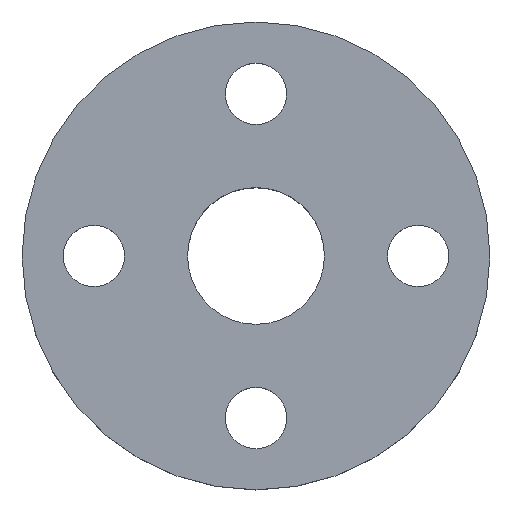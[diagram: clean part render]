
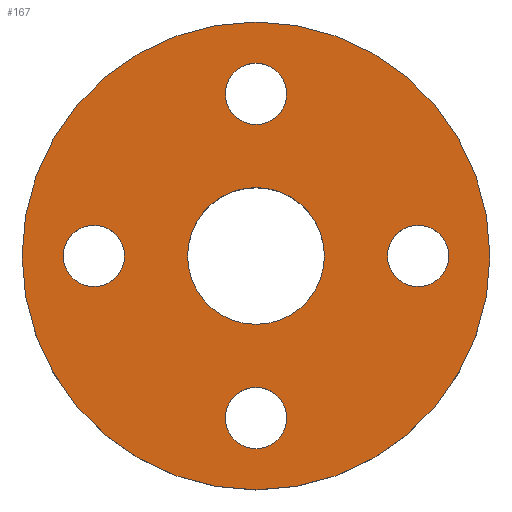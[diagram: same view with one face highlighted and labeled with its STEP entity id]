
A CAD part, top view. The second image highlights one B-rep face of the part: STEP entity #167.
In plain terms, the highlighted planar face has unit normal (0, 0, 1).
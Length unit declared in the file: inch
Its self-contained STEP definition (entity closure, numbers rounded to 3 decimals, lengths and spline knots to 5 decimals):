
#18=PLANE('',#191);
#29=FACE_BOUND('',#66,.T.);
#30=FACE_BOUND('',#67,.T.);
#31=FACE_BOUND('',#68,.T.);
#32=FACE_BOUND('',#69,.T.);
#33=FACE_BOUND('',#70,.T.);
#44=FACE_OUTER_BOUND('',#65,.T.);
#65=EDGE_LOOP('',(#140));
#66=EDGE_LOOP('',(#141));
#67=EDGE_LOOP('',(#142));
#68=EDGE_LOOP('',(#143));
#69=EDGE_LOOP('',(#144));
#70=EDGE_LOOP('',(#145));
#79=CIRCLE('',#175,0.056);
#88=CIRCLE('',#187,0.4275);
#90=CIRCLE('',#192,0.125);
#91=CIRCLE('',#193,0.056);
#92=CIRCLE('',#194,0.056);
#93=CIRCLE('',#195,0.056);
#94=VERTEX_POINT('',#256);
#103=VERTEX_POINT('',#277);
#105=VERTEX_POINT('',#284);
#106=VERTEX_POINT('',#286);
#107=VERTEX_POINT('',#288);
#108=VERTEX_POINT('',#290);
#109=EDGE_CURVE('',#94,#94,#79,.T.);
#118=EDGE_CURVE('',#103,#103,#88,.T.);
#120=EDGE_CURVE('',#105,#105,#90,.T.);
#121=EDGE_CURVE('',#106,#106,#91,.T.);
#122=EDGE_CURVE('',#107,#107,#92,.T.);
#123=EDGE_CURVE('',#108,#108,#93,.T.);
#140=ORIENTED_EDGE('',*,*,#118,.T.);
#141=ORIENTED_EDGE('',*,*,#109,.T.);
#142=ORIENTED_EDGE('',*,*,#120,.T.);
#143=ORIENTED_EDGE('',*,*,#121,.F.);
#144=ORIENTED_EDGE('',*,*,#122,.F.);
#145=ORIENTED_EDGE('',*,*,#123,.F.);
#167=ADVANCED_FACE('',(#44,#29,#30,#31,#32,#33),#18,.T.);
#175=AXIS2_PLACEMENT_3D('',#257,#204,#205);
#187=AXIS2_PLACEMENT_3D('',#278,#228,#229);
#191=AXIS2_PLACEMENT_3D('',#283,#236,#237);
#192=AXIS2_PLACEMENT_3D('',#285,#238,#239);
#193=AXIS2_PLACEMENT_3D('',#287,#240,#241);
#194=AXIS2_PLACEMENT_3D('',#289,#242,#243);
#195=AXIS2_PLACEMENT_3D('',#291,#244,#245);
#204=DIRECTION('center_axis',(0.,0.,-1.));
#205=DIRECTION('ref_axis',(1.,0.,0.));
#228=DIRECTION('center_axis',(0.,0.,1.));
#229=DIRECTION('ref_axis',(1.,0.,0.));
#236=DIRECTION('center_axis',(0.,0.,1.));
#237=DIRECTION('ref_axis',(1.,0.,0.));
#238=DIRECTION('center_axis',(0.,0.,-1.));
#239=DIRECTION('ref_axis',(1.,0.,0.));
#240=DIRECTION('center_axis',(0.,0.,1.));
#241=DIRECTION('ref_axis',(1.,0.,0.));
#242=DIRECTION('center_axis',(0.,0.,1.));
#243=DIRECTION('ref_axis',(1.,0.,0.));
#244=DIRECTION('center_axis',(0.,0.,1.));
#245=DIRECTION('ref_axis',(1.,0.,0.));
#256=CARTESIAN_POINT('',(-0.35225,0.,2.1625));
#257=CARTESIAN_POINT('Origin',(-0.29625,0.,2.1625));
#277=CARTESIAN_POINT('',(0.4275,0.,2.1625));
#278=CARTESIAN_POINT('Origin',(0.,0.,2.1625));
#283=CARTESIAN_POINT('Origin',(0.,-0.265,2.1625));
#284=CARTESIAN_POINT('',(0.125,0.,2.1625));
#285=CARTESIAN_POINT('Origin',(0.,0.,2.1625));
#286=CARTESIAN_POINT('',(0.35225,0.,2.1625));
#287=CARTESIAN_POINT('Origin',(0.29625,0.,2.1625));
#288=CARTESIAN_POINT('',(0.056,0.29625,2.1625));
#289=CARTESIAN_POINT('Origin',(0.,0.29625,2.1625));
#290=CARTESIAN_POINT('',(0.056,-0.29625,2.1625));
#291=CARTESIAN_POINT('Origin',(0.,-0.29625,2.1625));
